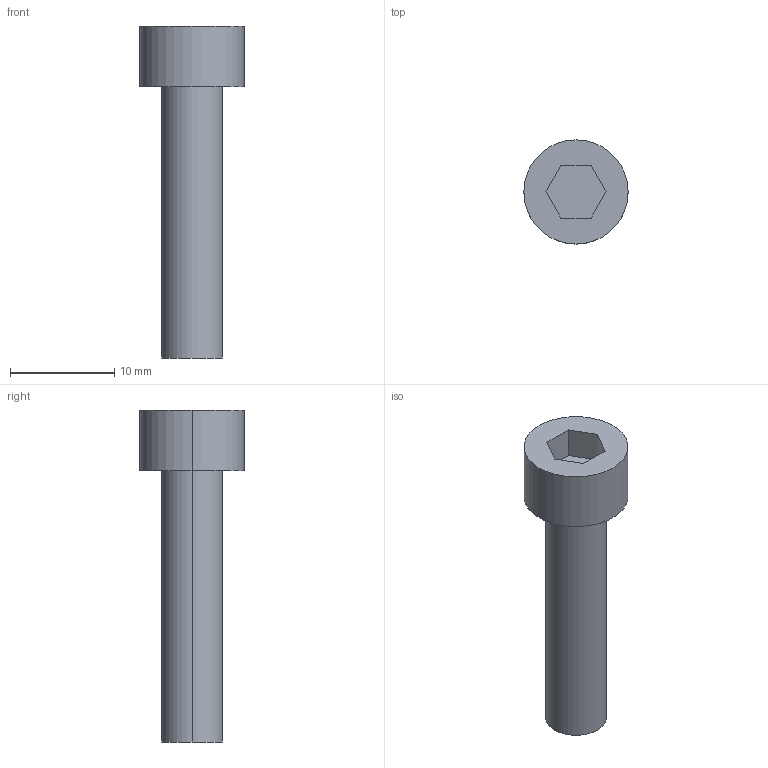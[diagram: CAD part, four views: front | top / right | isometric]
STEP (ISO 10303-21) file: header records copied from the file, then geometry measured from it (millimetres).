
FILE_DESCRIPTION(('produced by SPATIAL CORP'),'2;1');
FILE_NAME( 'screw_frame_to_base_back.hh.sat.stp' ,'2002-04-12T11:54:43+00:00',('SPATIAL CORP'),('SPATIAL CORP'), 'ACIS STEP Husk','http://www.spatial.com','SPATIAL CORP');
FILE_SCHEMA(('CONFIG_CONTROL_DESIGN'));
Length unit declared in the file: millimetre
Products named in the file (1): PRODUCT_ID_1
Bounding box: 10 x 10 x 31.85 mm (x, y, z)
Volume: 1086.2 mm3; surface area: 868.2 mm2
Topology: 1 solids, 1 shells, 14 faces, 30 edges, 20 vertices
Faces by surface type: plane 10, cylinder 4
Entity records: 437 total; most frequent: ORIENTED_EDGE 60, CARTESIAN_POINT 58, DIRECTION 54, EDGE_CURVE 30, VECTOR 22, LINE 22, VERTEX_POINT 20, EDGE_LOOP 16
